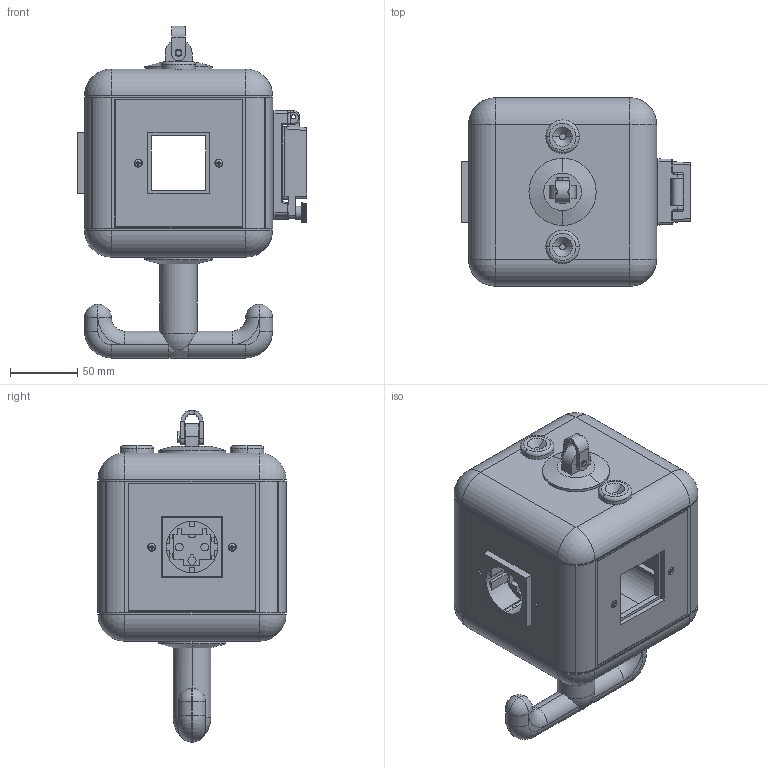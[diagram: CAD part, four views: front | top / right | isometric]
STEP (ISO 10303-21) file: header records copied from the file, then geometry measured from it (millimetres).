
FILE_DESCRIPTION (( 'STEP AP214' ), '1' );
FILE_NAME ('6109780.STEP', '2020-02-11T08:37:34', ( '' ), ( '' ), 'SwSTEP 2.0', 'SolidWorks 2018', '' );
FILE_SCHEMA (( 'AUTOMOTIVE_DESIGN' ));
Length unit declared in the file: millimetre
Products named in the file (23): P_43331A6_1; 6109780; P_42403C_1_Standard; 34950DW_Standard; P_0000008521_1_Standard; P_39440650_1_Standard; 34950CW_eingebaut; 35104321_Standard; P_0000007821_1_Standard; 34950EW_Standard; P_42404A_1; 153732_Standard; 34950CWT1_Standard; 56741; 104821_Standard; 35104357_Standard; 044219_Standard; 104820_Standard; P_53013AA_1_Standard; 52413WM; P_43330A_1; P_34708_1; P_39440646_1_Standard
Assembly tree (37 placements, depth 4):
  6109780
    P_39440646_1_Standard
    P_39440650_1_Standard
    P_43331A6_1  x2
    P_43330A_1  x2
    P_42403C_1_Standard
    P_34708_1  x2
    35104357_Standard  x6
    P_53013AA_1_Standard  x2
    52413WM
    P_42404A_1
    56741
    34950DW_Standard  x2
    044219_Standard
      104821_Standard
        104820_Standard
    P_0000007821_1_Standard
    P_0000008521_1_Standard
    153732_Standard
      34950EW_Standard
    35104321_Standard  x6
    34950CW_eingebaut
      34950CWT1_Standard
Bounding box: 171 x 140 x 247 mm (x, y, z)
Volume: 487503.6 mm3; surface area: 327894.6 mm2
Topology: 37 solids, 37 shells, 2342 faces, 6073 edges, 3816 vertices
Faces by surface type: plane 1138, cylinder 791, cone 197, bspline 128, torus 54, sphere 34
Entity records: 63894 total; most frequent: CARTESIAN_POINT 22241, ORIENTED_EDGE 8844, DIRECTION 7654, EDGE_CURVE 4422, VERTEX_POINT 2825, AXIS2_PLACEMENT_3D 2771, LINE 2112, VECTOR 2112
